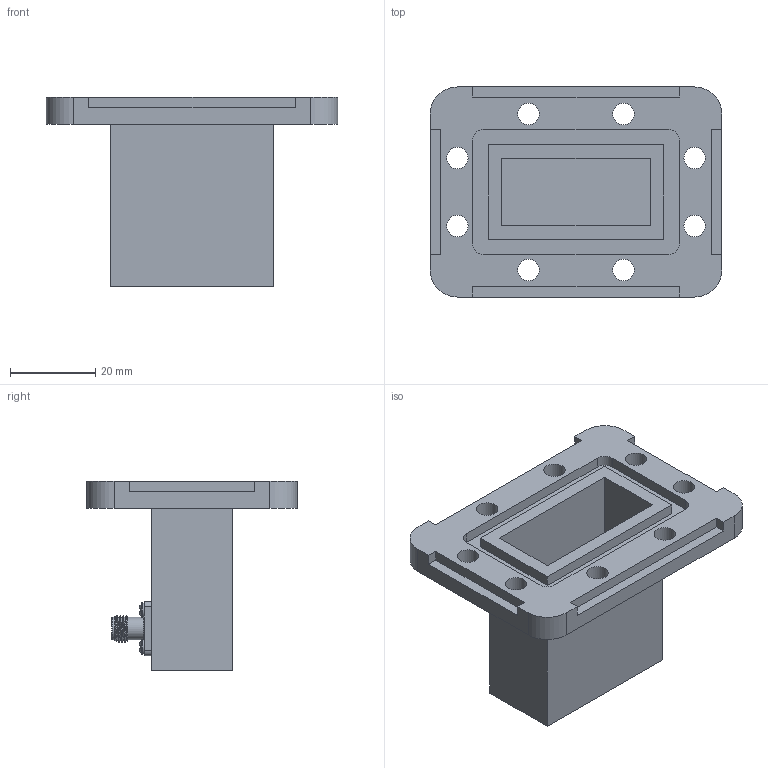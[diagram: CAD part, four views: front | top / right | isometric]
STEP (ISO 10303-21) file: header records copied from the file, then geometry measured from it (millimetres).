
FILE_DESCRIPTION (( 'STEP AP203' ), '1' );
FILE_NAME ('PEWCA1050.step', '2020-02-04T22:08:26', ( '' ), ( '' ), 'SwSTEP 2.0', 'SolidWorks 2018', '' );
FILE_SCHEMA (( 'CONFIG_CONTROL_DESIGN' ));
Length unit declared in the file: inch
Products named in the file (1): PEWCA1050
Bounding box: 68.25 x 49.2 x 44.45 mm (x, y, z)
Volume: 22967.4 mm3; surface area: 18707.1 mm2
Topology: 2 solids, 2 shells, 218 faces, 563 edges, 377 vertices
Faces by surface type: plane 132, cylinder 40, bspline 23, cone 22, torus 1
Full cylindrical faces by diameter (mm): 0.914 x1, 1.016 x1, 1.168 x1, 1.27 x1, 2.578 x4, 3.454 x4, 4.521 x1, 5.029 x8, 5.334 x2
Entity records: 12816 total; most frequent: CARTESIAN_POINT 7898, ORIENTED_EDGE 1034, DIRECTION 866, EDGE_CURVE 517, VERTEX_POINT 363, AXIS2_PLACEMENT_3D 311, EDGE_LOOP 294, FACE_OUTER_BOUND 246
